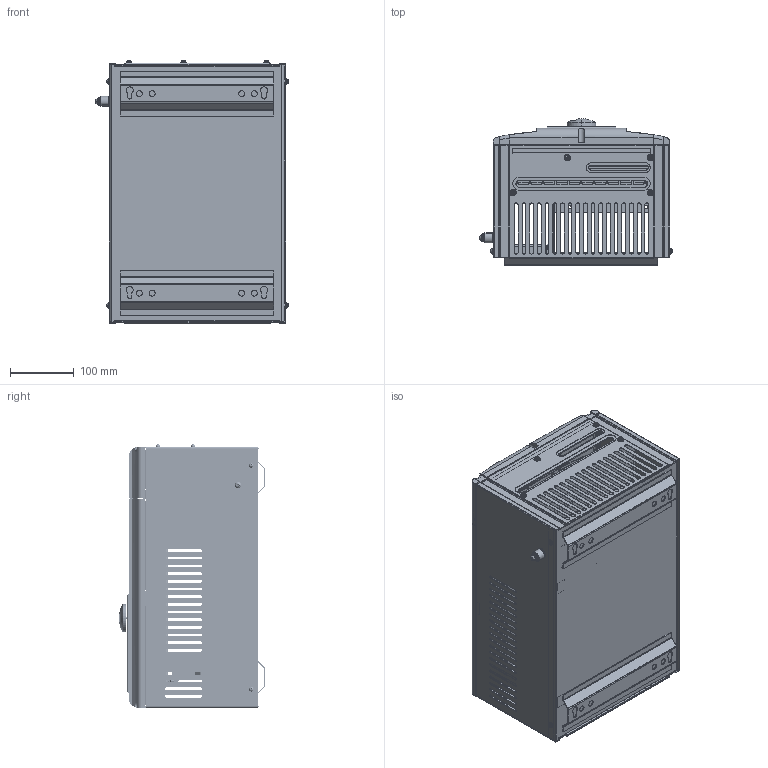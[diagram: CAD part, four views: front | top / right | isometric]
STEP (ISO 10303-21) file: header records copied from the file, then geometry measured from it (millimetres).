
FILE_DESCRIPTION(('FreeCAD Model'), '1');
FILE_NAME('3D-model FC series 04 - 30-37 kW.step','2016-03-10T11:16:29', (''),(''),'Open CASCADE STEP processor 6.8','FreeCAD','');
FILE_SCHEMA(('CONFIG_CONTROL_DESIGN','SUPPORT_RESOURCE_SCHEMA'));
Length unit declared in the file: millimetre
Products named in the file (76): 1; 2; 3; 4; 5; 6; 7; 8; 9; 10; 11; 12; 13; 14; 15; 16; 17; 18; 19; 20; 21; 22; 23; 24; 25; 26; 27; 28; 29; 30; 31; 32; 33; 34; 35; 36; 37; 38; 39; 40 ...
Assembly tree (102 placements, depth 4):
  1
    2
      3
      4
      5
      6
      7
      8
      9
      10
      11  x2
      12
      13
      14
      15
      16
      17
      18
      19
      20
      21
      22
      23
      24
      25
      26
      27
      28
      29
      30
      31
      32
      33
      34
      35  x2
      36
      37
      38
      39
      40
      41
      42
      43
      44
      45
      46
      47
      48
      49
      50
      51
      52
    53
      54
      55
      56
      57
      58
      59
        60
Bounding box: 301.8 x 229.18 x 412.15 mm (x, y, z)
Volume: 1367353 mm3; surface area: 1741112 mm2
Topology: 125 solids, 126 shells, 5147 faces, 13082 edges, 8469 vertices
Faces by surface type: plane 2841, cylinder 2067, bspline 106, cone 68, revolution 65
Entity records: 197265 total; most frequent: CARTESIAN_POINT 30970, DIRECTION 25430, ORIENTED_EDGE 24184, EDGE_CURVE 12096, AXIS2_PLACEMENT_3D 8758, LINE 7869, VECTOR 7869, VERTEX_POINT 7829
